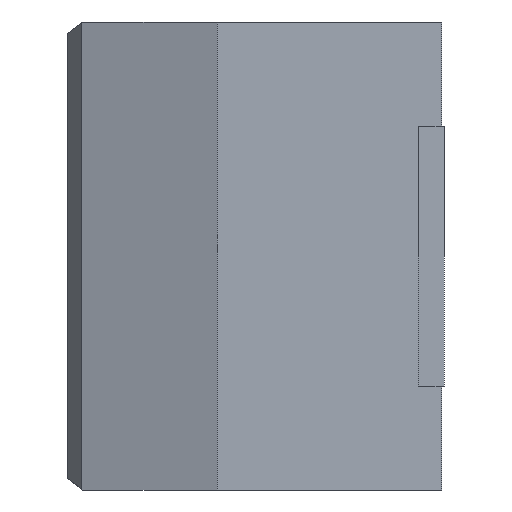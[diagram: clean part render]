
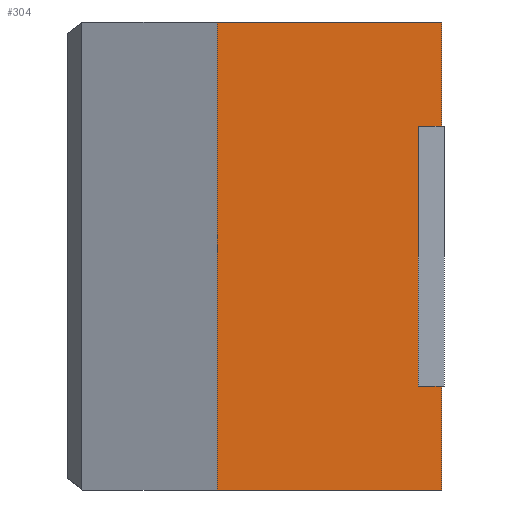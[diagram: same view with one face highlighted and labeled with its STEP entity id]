
A CAD part, left-side view. The second image highlights one B-rep face of the part: STEP entity #304.
In plain terms, the highlighted planar face has unit normal (-1, 0, 0).
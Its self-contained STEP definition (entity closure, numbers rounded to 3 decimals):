
#98 = FACE_OUTER_BOUND($, #110 ,.T.);
#110 = EDGE_LOOP($,( #266 , #267 , #268 , #269 ));
#133 = LINE($, #420 , #163 );
#137 = LINE($, #429 , #167 );
#139 = LINE($, #433 , #169 );
#140 = LINE($, #434 , #170 );
#163 = VECTOR($, #354 ,0.3);
#167 = VECTOR($, #364 ,0.8);
#169 = VECTOR($, #368 ,0.8);
#170 = VECTOR($, #369 ,0.3);
#188 = VERTEX_POINT($, #417 );
#189 = VERTEX_POINT($, #419 );
#191 = VERTEX_POINT($, #428 );
#192 = VERTEX_POINT($, #432 );
#213 = EDGE_CURVE($, #189 , #188 , #133 ,.T.);
#217 = EDGE_CURVE($, #189 , #191 , #137 ,.T.);
#219 = EDGE_CURVE($, #188 , #192 , #139 ,.T.);
#220 = EDGE_CURVE($, #191 , #192 , #140 ,.T.);
#266 = ORIENTED_EDGE($,*,*, #217 ,.F.);
#267 = ORIENTED_EDGE($,*,*, #213 ,.T.);
#268 = ORIENTED_EDGE($,*,*, #219 ,.T.);
#269 = ORIENTED_EDGE($,*,*, #220 ,.F.);
#292 = PLANE($, #319 );
#304 = ADVANCED_FACE($,( #98 ), #292 ,.T.);
#319 = AXIS2_PLACEMENT_3D($, #431 , #366 , #367 );
#354 = DIRECTION($,(0.,-1.,0.));
#364 = DIRECTION($,(0.,0.,1.));
#366 = DIRECTION('center_axis',(-1.,0.,0.));
#367 = DIRECTION('ref_axis',(0.,-1.,0.));
#368 = DIRECTION($,(0.,0.,1.));
#369 = DIRECTION($,(0.,-1.,0.));
#417 = CARTESIAN_POINT('',(-1.4,0.01,-0.9));
#419 = CARTESIAN_POINT('',(-1.4,0.873,-0.9));
#420 = CARTESIAN_POINT($,(-1.4,1.449,-0.9));
#428 = CARTESIAN_POINT('',(-1.4,0.873,0.9));
#429 = CARTESIAN_POINT($,(-1.4,0.873,-0.9));
#431 = CARTESIAN_POINT('Origin',(-1.4,1.449,-0.9));
#432 = CARTESIAN_POINT('',(-1.4,0.01,0.9));
#433 = CARTESIAN_POINT($,(-1.4,0.01,-0.9));
#434 = CARTESIAN_POINT($,(-1.4,1.449,0.9));
